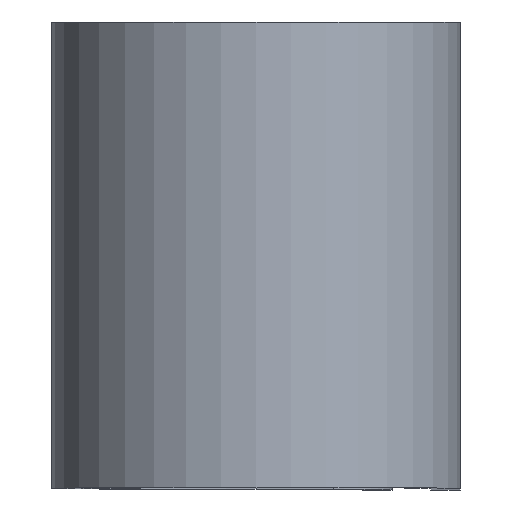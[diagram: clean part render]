
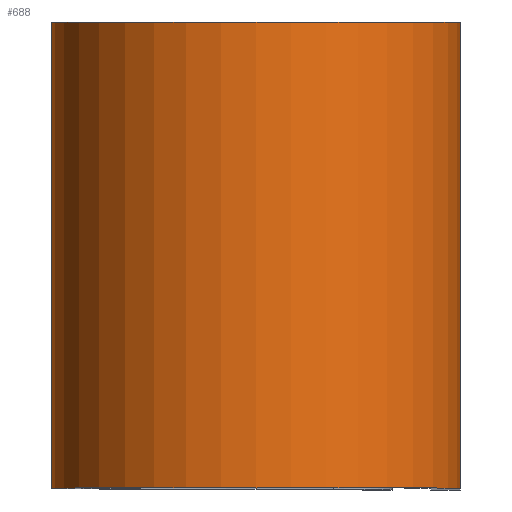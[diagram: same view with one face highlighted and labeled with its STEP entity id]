
A CAD part, top view. The second image highlights one B-rep face of the part: STEP entity #688.
In plain terms, the highlighted cylindrical face has radius 8.357 mm (diameter 16.713 mm), a partial arc.
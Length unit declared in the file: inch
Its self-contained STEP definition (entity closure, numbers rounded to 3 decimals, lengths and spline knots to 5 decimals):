
#15 = CARTESIAN_POINT ( 'NONE',  ( -0.329, 0.375, 0.562 ) ) ;
#44 = CIRCLE ( 'NONE', #60, 0.329 ) ;
#60 = AXIS2_PLACEMENT_3D ( 'NONE', #754, #342, #816 ) ;
#64 = CARTESIAN_POINT ( 'NONE',  ( 0.329, 0.375, 0.562 ) ) ;
#83 = DIRECTION ( 'NONE',  ( 0., 1., 0. ) ) ;
#103 = VERTEX_POINT ( 'NONE', #64 ) ;
#144 = EDGE_CURVE ( 'NONE', #400, #103, #44, .T. ) ;
#145 = VERTEX_POINT ( 'NONE', #475 ) ;
#149 = CARTESIAN_POINT ( 'NONE',  ( -0.329, 0.375, 0.562 ) ) ;
#150 = VECTOR ( 'NONE', #757, 39.37008 ) ;
#162 = CIRCLE ( 'NONE', #185, 0.329 ) ;
#185 = AXIS2_PLACEMENT_3D ( 'NONE', #483, #83, #556 ) ;
#190 = ORIENTED_EDGE ( 'NONE', *, *, #437, .T. ) ;
#239 = CARTESIAN_POINT ( 'NONE',  ( 0., 0.375, 0.562 ) ) ;
#275 = CARTESIAN_POINT ( 'NONE',  ( -0.329, -0.375, 0.562 ) ) ;
#319 = EDGE_CURVE ( 'NONE', #103, #145, #682, .T. ) ;
#338 = VECTOR ( 'NONE', #498, 39.37008 ) ;
#342 = DIRECTION ( 'NONE',  ( 0., 1., 0. ) ) ;
#373 = DIRECTION ( 'NONE',  ( 0., -1., 0. ) ) ;
#400 = VERTEX_POINT ( 'NONE', #149 ) ;
#406 = EDGE_CURVE ( 'NONE', #412, #145, #162, .T. ) ;
#412 = VERTEX_POINT ( 'NONE', #275 ) ;
#422 = CARTESIAN_POINT ( 'NONE',  ( 0.329, 0.375, 0.562 ) ) ;
#423 = ORIENTED_EDGE ( 'NONE', *, *, #144, .F. ) ;
#437 = EDGE_CURVE ( 'NONE', #400, #412, #861, .T. ) ;
#475 = CARTESIAN_POINT ( 'NONE',  ( 0.329, -0.375, 0.562 ) ) ;
#483 = CARTESIAN_POINT ( 'NONE',  ( 0., -0.375, 0.562 ) ) ;
#492 = ORIENTED_EDGE ( 'NONE', *, *, #319, .F. ) ;
#498 = DIRECTION ( 'NONE',  ( 0., -1., 0. ) ) ;
#556 = DIRECTION ( 'NONE',  ( 1., 0., 0. ) ) ;
#661 = AXIS2_PLACEMENT_3D ( 'NONE', #239, #373, #784 ) ;
#678 = CYLINDRICAL_SURFACE ( 'NONE', #661, 0.329 ) ;
#682 = LINE ( 'NONE', #422, #338 ) ;
#686 = EDGE_LOOP ( 'NONE', ( #849, #492, #423, #190 ) ) ;
#688 = ADVANCED_FACE ( 'NONE', ( #703 ), #678, .T. ) ;
#703 = FACE_OUTER_BOUND ( 'NONE', #686, .T. ) ;
#754 = CARTESIAN_POINT ( 'NONE',  ( 0., 0.375, 0.562 ) ) ;
#757 = DIRECTION ( 'NONE',  ( 0., -1., 0. ) ) ;
#784 = DIRECTION ( 'NONE',  ( 0., 0., -1. ) ) ;
#816 = DIRECTION ( 'NONE',  ( 1., 0., 0. ) ) ;
#849 = ORIENTED_EDGE ( 'NONE', *, *, #406, .T. ) ;
#861 = LINE ( 'NONE', #15, #150 ) ;
